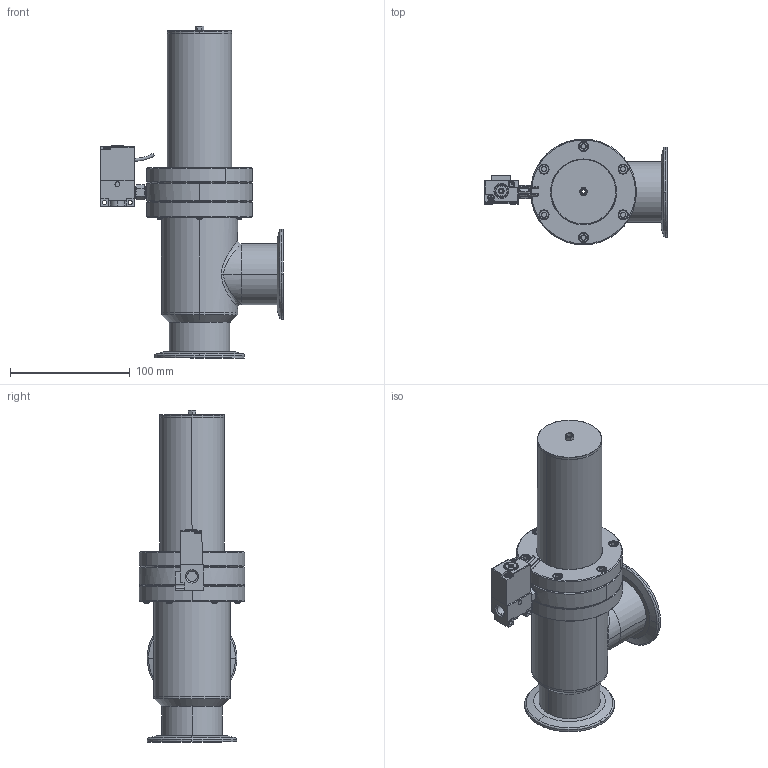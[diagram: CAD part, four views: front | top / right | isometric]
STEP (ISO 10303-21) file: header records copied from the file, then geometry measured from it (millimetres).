
FILE_DESCRIPTION (( 'STEP AP203' ), '1' );
FILE_NAME ('ESVP-S05102.STEP', '2023-06-22T15:29:41', ( '' ), ( '' ), 'SwSTEP 2.0', 'SolidWorks 2020', '' );
FILE_SCHEMA (( 'CONFIG_CONTROL_DESIGN' ));
Length unit declared in the file: inch
Products named in the file (1): ESVP-S05102
Bounding box: 152.57 x 88.27 x 277.14 mm (x, y, z)
Volume: 314700.8 mm3; surface area: 186770.5 mm2
Topology: 22 solids, 22 shells, 1473 faces, 3890 edges, 2519 vertices
Faces by surface type: cylinder 897, plane 296, cone 221, torus 30, bspline 29
Entity records: 68685 total; most frequent: CARTESIAN_POINT 35788, ORIENTED_EDGE 7780, DIRECTION 6104, EDGE_CURVE 3890, VERTEX_POINT 2519, AXIS2_PLACEMENT_3D 2278, EDGE_LOOP 1603, VECTOR 1548
